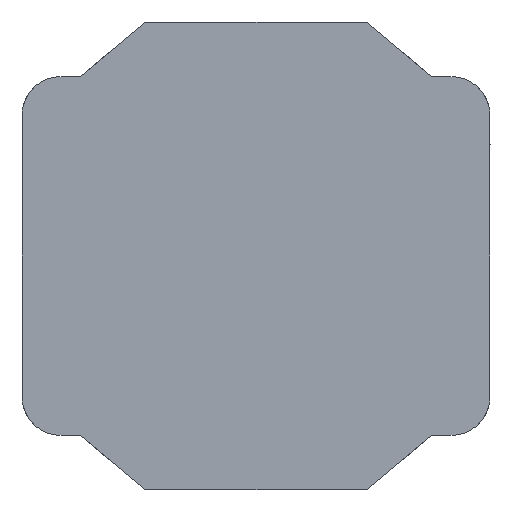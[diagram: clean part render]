
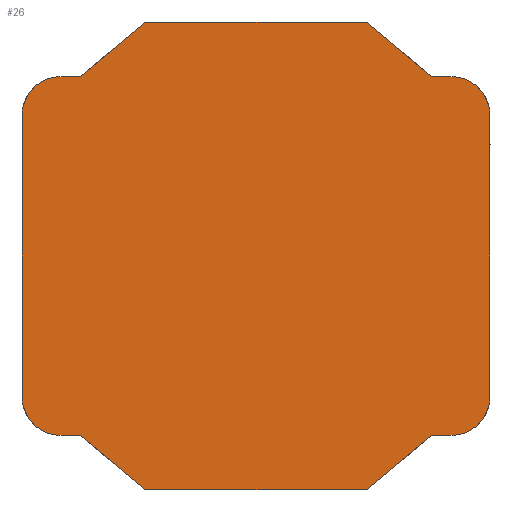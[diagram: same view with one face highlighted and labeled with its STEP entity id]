
A CAD part, front view. The second image highlights one B-rep face of the part: STEP entity #26.
In plain terms, the highlighted planar face has unit normal (0, -1, 0).
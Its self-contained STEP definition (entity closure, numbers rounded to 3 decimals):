
#26 = ADVANCED_FACE ( 'NONE', ( #1088 ), #103, .F. ) ;
#91 = DIRECTION ( 'NONE',  ( 0., 1., 0. ) ) ;
#93 = DIRECTION ( 'NONE',  ( 0., 0., 1. ) ) ;
#103 = PLANE ( 'NONE',  #1345 ) ;
#113 = CARTESIAN_POINT ( 'NONE',  ( 2.5, 0., -1.8 ) ) ;
#127 = VERTEX_POINT ( 'NONE', #1553 ) ;
#173 = VERTEX_POINT ( 'NONE', #1589 ) ;
#220 = VERTEX_POINT ( 'NONE', #1597 ) ;
#222 = VERTEX_POINT ( 'NONE', #1599 ) ;
#223 = VERTEX_POINT ( 'NONE', #1600 ) ;
#224 = VERTEX_POINT ( 'NONE', #1602 ) ;
#225 = VERTEX_POINT ( 'NONE', #1603 ) ;
#226 = VERTEX_POINT ( 'NONE', #1605 ) ;
#232 = VERTEX_POINT ( 'NONE', #1614 ) ;
#233 = VERTEX_POINT ( 'NONE', #1615 ) ;
#234 = VERTEX_POINT ( 'NONE', #1616 ) ;
#240 = VERTEX_POINT ( 'NONE', #1617 ) ;
#241 = VERTEX_POINT ( 'NONE', #1618 ) ;
#242 = VERTEX_POINT ( 'NONE', #1619 ) ;
#243 = VERTEX_POINT ( 'NONE', #1620 ) ;
#244 = VERTEX_POINT ( 'NONE', #1621 ) ;
#324 = ORIENTED_EDGE ( 'NONE', *, *, #1045, .F. ) ;
#339 = ORIENTED_EDGE ( 'NONE', *, *, #1017, .F. ) ;
#375 = ORIENTED_EDGE ( 'NONE', *, *, #1039, .F. ) ;
#385 = EDGE_LOOP ( 'NONE', ( #439, #396, #375, #414, #339, #324, #443, #517, #436, #397, #442, #394, #472, #431, #570, #475 ) ) ;
#394 = ORIENTED_EDGE ( 'NONE', *, *, #1023, .F. ) ;
#396 = ORIENTED_EDGE ( 'NONE', *, *, #1046, .F. ) ;
#397 = ORIENTED_EDGE ( 'NONE', *, *, #1022, .F. ) ;
#414 = ORIENTED_EDGE ( 'NONE', *, *, #1050, .F. ) ;
#431 = ORIENTED_EDGE ( 'NONE', *, *, #1026, .F. ) ;
#436 = ORIENTED_EDGE ( 'NONE', *, *, #1083, .F. ) ;
#439 = ORIENTED_EDGE ( 'NONE', *, *, #1053, .F. ) ;
#442 = ORIENTED_EDGE ( 'NONE', *, *, #1033, .F. ) ;
#443 = ORIENTED_EDGE ( 'NONE', *, *, #1037, .F. ) ;
#472 = ORIENTED_EDGE ( 'NONE', *, *, #1024, .F. ) ;
#475 = ORIENTED_EDGE ( 'NONE', *, *, #1027, .F. ) ;
#517 = ORIENTED_EDGE ( 'NONE', *, *, #1019, .F. ) ;
#570 = ORIENTED_EDGE ( 'NONE', *, *, #1025, .F. ) ;
#704 = CARTESIAN_POINT ( 'NONE',  ( 2.25, 0., 2.3 ) ) ;
#707 = DIRECTION ( 'NONE',  ( 0.766, 0., -0.643 ) ) ;
#1017 = EDGE_CURVE ( 'NONE', #232, #240, #1201, .T. ) ;
#1019 = EDGE_CURVE ( 'NONE', #220, #242, #1229, .T. ) ;
#1022 = EDGE_CURVE ( 'NONE', #127, #173, #1146, .T. ) ;
#1023 = EDGE_CURVE ( 'NONE', #226, #222, #1163, .T. ) ;
#1024 = EDGE_CURVE ( 'NONE', #225, #226, #1177, .T. ) ;
#1025 = EDGE_CURVE ( 'NONE', #223, #224, #1191, .T. ) ;
#1026 = EDGE_CURVE ( 'NONE', #224, #225, #1162, .T. ) ;
#1027 = EDGE_CURVE ( 'NONE', #234, #223, #1124, .T. ) ;
#1033 = EDGE_CURVE ( 'NONE', #222, #127, #1125, .T. ) ;
#1037 = EDGE_CURVE ( 'NONE', #242, #233, #1151, .T. ) ;
#1039 = EDGE_CURVE ( 'NONE', #241, #243, #1160, .T. ) ;
#1045 = EDGE_CURVE ( 'NONE', #233, #232, #1575, .T. ) ;
#1046 = EDGE_CURVE ( 'NONE', #243, #244, #1109, .T. ) ;
#1050 = EDGE_CURVE ( 'NONE', #240, #241, #1527, .T. ) ;
#1053 = EDGE_CURVE ( 'NONE', #244, #234, #1758, .T. ) ;
#1083 = EDGE_CURVE ( 'NONE', #173, #220, #1651, .T. ) ;
#1088 = FACE_OUTER_BOUND ( 'NONE', #385, .T. ) ;
#1101 = VECTOR ( 'NONE', #1709, 1000. ) ;
#1109 = LINE ( 'NONE', #1757, #1529 ) ;
#1118 = VECTOR ( 'NONE', #1712, 1000. ) ;
#1123 = VECTOR ( 'NONE', #1701, 1000. ) ;
#1124 = LINE ( 'NONE', #1708, #1118 ) ;
#1125 = LINE ( 'NONE', #1721, #1150 ) ;
#1132 = VECTOR ( 'NONE', #1744, 1000. ) ;
#1146 = LINE ( 'NONE', #1691, #1204 ) ;
#1150 = VECTOR ( 'NONE', #1727, 1000. ) ;
#1151 = CIRCLE ( 'NONE', #1306, 0.5 ) ;
#1160 = LINE ( 'NONE', #1743, #1132 ) ;
#1162 = LINE ( 'NONE', #1700, #1101 ) ;
#1163 = LINE ( 'NONE', #1695, #1123 ) ;
#1177 = CIRCLE ( 'NONE', #1278, 0.5 ) ;
#1191 = CIRCLE ( 'NONE', #1267, 0.5 ) ;
#1201 = CIRCLE ( 'NONE', #1300, 0.5 ) ;
#1204 = VECTOR ( 'NONE', #1698, 1000. ) ;
#1216 = VECTOR ( 'NONE', #1685, 1000. ) ;
#1229 = LINE ( 'NONE', #1681, #1216 ) ;
#1267 = AXIS2_PLACEMENT_3D ( 'NONE', #1705, #1706, #1707 ) ;
#1278 = AXIS2_PLACEMENT_3D ( 'NONE', #1702, #1703, #1704 ) ;
#1300 = AXIS2_PLACEMENT_3D ( 'NONE', #1678, #1679, #1680 ) ;
#1306 = AXIS2_PLACEMENT_3D ( 'NONE', #1736, #1737, #1738 ) ;
#1345 = AXIS2_PLACEMENT_3D ( 'NONE', #113, #91, #93 ) ;
#1527 = LINE ( 'NONE', #1781, #1688 ) ;
#1529 = VECTOR ( 'NONE', #1767, 1000. ) ;
#1541 = VECTOR ( 'NONE', #707, 1000. ) ;
#1553 = CARTESIAN_POINT ( 'NONE',  ( -1.416, 0., 3. ) ) ;
#1568 = VECTOR ( 'NONE', #1794, 1000. ) ;
#1575 = LINE ( 'NONE', #1762, #1690 ) ;
#1589 = CARTESIAN_POINT ( 'NONE',  ( 1.416, 0., 3. ) ) ;
#1597 = CARTESIAN_POINT ( 'NONE',  ( 2.25, 0., 2.3 ) ) ;
#1599 = CARTESIAN_POINT ( 'NONE',  ( -2.25, 0., 2.3 ) ) ;
#1600 = CARTESIAN_POINT ( 'NONE',  ( -2.5, 0., -2.3 ) ) ;
#1602 = CARTESIAN_POINT ( 'NONE',  ( -3., 0., -1.8 ) ) ;
#1603 = CARTESIAN_POINT ( 'NONE',  ( -3., 0., 1.8 ) ) ;
#1605 = CARTESIAN_POINT ( 'NONE',  ( -2.5, 0., 2.3 ) ) ;
#1614 = CARTESIAN_POINT ( 'NONE',  ( 3., 0., -1.8 ) ) ;
#1615 = CARTESIAN_POINT ( 'NONE',  ( 3., 0., 1.8 ) ) ;
#1616 = CARTESIAN_POINT ( 'NONE',  ( -2.25, 0., -2.3 ) ) ;
#1617 = CARTESIAN_POINT ( 'NONE',  ( 2.5, 0., -2.3 ) ) ;
#1618 = CARTESIAN_POINT ( 'NONE',  ( 2.25, 0., -2.3 ) ) ;
#1619 = CARTESIAN_POINT ( 'NONE',  ( 2.5, 0., 2.3 ) ) ;
#1620 = CARTESIAN_POINT ( 'NONE',  ( 1.416, 0., -3. ) ) ;
#1621 = CARTESIAN_POINT ( 'NONE',  ( -1.416, 0., -3. ) ) ;
#1651 = LINE ( 'NONE', #704, #1541 ) ;
#1678 = CARTESIAN_POINT ( 'NONE',  ( 2.5, 0., -1.8 ) ) ;
#1679 = DIRECTION ( 'NONE',  ( 0., 1., 0. ) ) ;
#1680 = DIRECTION ( 'NONE',  ( 0., 0., 1. ) ) ;
#1681 = CARTESIAN_POINT ( 'NONE',  ( 2.5, 0., 2.3 ) ) ;
#1685 = DIRECTION ( 'NONE',  ( 1., 0., 0. ) ) ;
#1688 = VECTOR ( 'NONE', #1782, 1000. ) ;
#1691 = CARTESIAN_POINT ( 'NONE',  ( -1.416, 0., 3. ) ) ;
#1690 = VECTOR ( 'NONE', #1763, 1000. ) ;
#1695 = CARTESIAN_POINT ( 'NONE',  ( -2.5, 0., 2.3 ) ) ;
#1698 = DIRECTION ( 'NONE',  ( 1., 0., 0. ) ) ;
#1700 = CARTESIAN_POINT ( 'NONE',  ( -3., 0., 1.8 ) ) ;
#1701 = DIRECTION ( 'NONE',  ( 1., 0., 0. ) ) ;
#1702 = CARTESIAN_POINT ( 'NONE',  ( -2.5, 0., 1.8 ) ) ;
#1703 = DIRECTION ( 'NONE',  ( 0., 1., 0. ) ) ;
#1704 = DIRECTION ( 'NONE',  ( 0., 0., 1. ) ) ;
#1705 = CARTESIAN_POINT ( 'NONE',  ( -2.5, 0., -1.8 ) ) ;
#1706 = DIRECTION ( 'NONE',  ( 0., 1., 0. ) ) ;
#1707 = DIRECTION ( 'NONE',  ( 0., 0., -1. ) ) ;
#1708 = CARTESIAN_POINT ( 'NONE',  ( -2.5, 0., -2.3 ) ) ;
#1709 = DIRECTION ( 'NONE',  ( 0., 0., 1. ) ) ;
#1712 = DIRECTION ( 'NONE',  ( -1., 0., 0. ) ) ;
#1721 = CARTESIAN_POINT ( 'NONE',  ( -2.25, 0., 2.3 ) ) ;
#1727 = DIRECTION ( 'NONE',  ( 0.766, 0., 0.643 ) ) ;
#1736 = CARTESIAN_POINT ( 'NONE',  ( 2.5, 0., 1.8 ) ) ;
#1737 = DIRECTION ( 'NONE',  ( 0., 1., 0. ) ) ;
#1738 = DIRECTION ( 'NONE',  ( 0., 0., -1. ) ) ;
#1743 = CARTESIAN_POINT ( 'NONE',  ( 2.25, 0., -2.3 ) ) ;
#1744 = DIRECTION ( 'NONE',  ( -0.766, 0., -0.643 ) ) ;
#1757 = CARTESIAN_POINT ( 'NONE',  ( -1.416, 0., -3. ) ) ;
#1758 = LINE ( 'NONE', #1792, #1568 ) ;
#1762 = CARTESIAN_POINT ( 'NONE',  ( 3., 0., 1.8 ) ) ;
#1763 = DIRECTION ( 'NONE',  ( 0., 0., -1. ) ) ;
#1767 = DIRECTION ( 'NONE',  ( -1., 0., 0. ) ) ;
#1781 = CARTESIAN_POINT ( 'NONE',  ( 2.5, 0., -2.3 ) ) ;
#1782 = DIRECTION ( 'NONE',  ( -1., 0., 0. ) ) ;
#1792 = CARTESIAN_POINT ( 'NONE',  ( -2.25, 0., -2.3 ) ) ;
#1794 = DIRECTION ( 'NONE',  ( -0.766, 0., 0.643 ) ) ;
